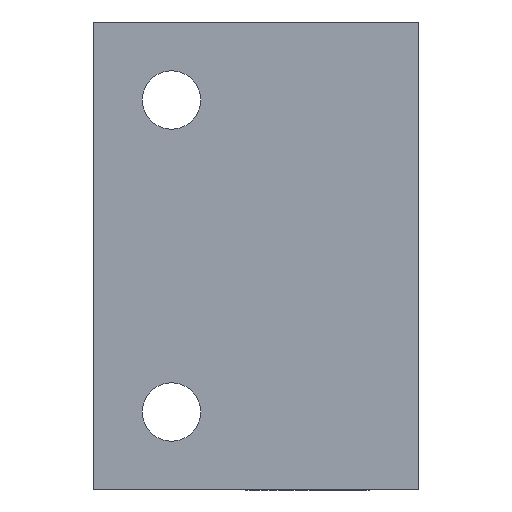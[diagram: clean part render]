
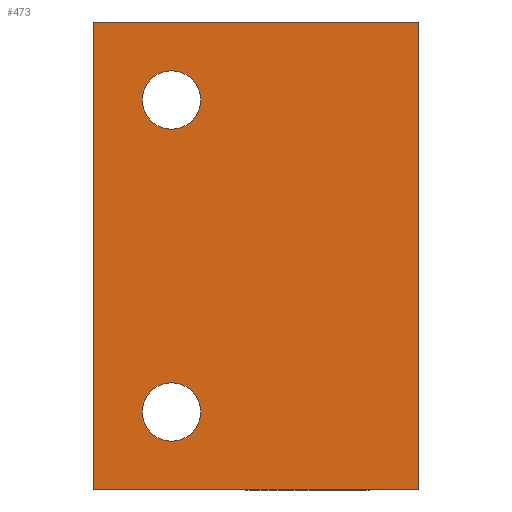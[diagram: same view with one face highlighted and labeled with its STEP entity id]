
A CAD part, left-side view. The second image highlights one B-rep face of the part: STEP entity #473.
In plain terms, the highlighted planar face has unit normal (-1, 0, 0).
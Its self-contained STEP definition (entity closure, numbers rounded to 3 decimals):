
#136 = VERTEX_POINT ( 'NONE', #314 ) ;
#138 = VERTEX_POINT ( 'NONE', #316 ) ;
#140 = VERTEX_POINT ( 'NONE', #318 ) ;
#141 = VERTEX_POINT ( 'NONE', #319 ) ;
#314 = CARTESIAN_POINT ( 'NONE',  ( -8., -9., -18. ) ) ;
#316 = CARTESIAN_POINT ( 'NONE',  ( -8., -9., 18. ) ) ;
#318 = CARTESIAN_POINT ( 'NONE',  ( -8., 16., 18. ) ) ;
#319 = CARTESIAN_POINT ( 'NONE',  ( -8., 16., -18. ) ) ;
#473 = ADVANCED_FACE ( 'NONE', ( #1065, #1050, #1069 ), #1847, .T. ) ;
#557 = ORIENTED_EDGE ( 'NONE', *, *, #2934, .T. ) ;
#558 = ORIENTED_EDGE ( 'NONE', *, *, #2929, .T. ) ;
#559 = ORIENTED_EDGE ( 'NONE', *, *, #2917, .T. ) ;
#560 = ORIENTED_EDGE ( 'NONE', *, *, #2932, .F. ) ;
#561 = ORIENTED_EDGE ( 'NONE', *, *, #2933, .F. ) ;
#562 = ORIENTED_EDGE ( 'NONE', *, *, #2935, .F. ) ;
#1050 = FACE_BOUND ( 'NONE', #2725, .T. ) ;
#1065 = FACE_BOUND ( 'NONE', #2716, .T. ) ;
#1069 = FACE_OUTER_BOUND ( 'NONE', #2713, .T. ) ;
#1139 = LINE ( 'NONE', #2059, #1142 ) ;
#1142 = VECTOR ( 'NONE', #2070, 1000. ) ;
#1157 = VECTOR ( 'NONE', #2109, 1000. ) ;
#1162 = CIRCLE ( 'NONE', #3311, 2.25 ) ;
#1163 = LINE ( 'NONE', #2105, #1165 ) ;
#1164 = LINE ( 'NONE', #2113, #1171 ) ;
#1165 = VECTOR ( 'NONE', #2106, 1000. ) ;
#1167 = LINE ( 'NONE', #2107, #1157 ) ;
#1171 = VECTOR ( 'NONE', #2114, 1000. ) ;
#1172 = CIRCLE ( 'NONE', #3313, 2.25 ) ;
#1847 = PLANE ( 'NONE',  #3252 ) ;
#1848 = CARTESIAN_POINT ( 'NONE',  ( -8., -9., 0. ) ) ;
#1849 = DIRECTION ( 'NONE',  ( -1., 0., 0. ) ) ;
#1850 = DIRECTION ( 'NONE',  ( 0., 0., 1. ) ) ;
#2059 = CARTESIAN_POINT ( 'NONE',  ( -8., 3.5, -18. ) ) ;
#2070 = DIRECTION ( 'NONE',  ( 0., -1., 0. ) ) ;
#2097 = CARTESIAN_POINT ( 'NONE',  ( -8., 10., -12. ) ) ;
#2098 = DIRECTION ( 'NONE',  ( 1., 0., 0. ) ) ;
#2099 = DIRECTION ( 'NONE',  ( 0., 0., 1. ) ) ;
#2105 = CARTESIAN_POINT ( 'NONE',  ( -8., -9., 0. ) ) ;
#2106 = DIRECTION ( 'NONE',  ( 0., 0., -1. ) ) ;
#2107 = CARTESIAN_POINT ( 'NONE',  ( -8., 3.5, 18. ) ) ;
#2109 = DIRECTION ( 'NONE',  ( 0., -1., 0. ) ) ;
#2110 = CARTESIAN_POINT ( 'NONE',  ( -8., 10., 12. ) ) ;
#2111 = DIRECTION ( 'NONE',  ( 1., 0., 0. ) ) ;
#2112 = DIRECTION ( 'NONE',  ( 0., 0., 1. ) ) ;
#2113 = CARTESIAN_POINT ( 'NONE',  ( -8., 16., 0. ) ) ;
#2114 = DIRECTION ( 'NONE',  ( 0., 0., 1. ) ) ;
#2651 = VERTEX_POINT ( 'NONE', #2652 ) ;
#2652 = CARTESIAN_POINT ( 'NONE',  ( -8., 10., -9.75 ) ) ;
#2655 = VERTEX_POINT ( 'NONE', #2656 ) ;
#2656 = CARTESIAN_POINT ( 'NONE',  ( -8., 10., 14.25 ) ) ;
#2713 = EDGE_LOOP ( 'NONE', ( #559, #560, #561, #562 ) ) ;
#2716 = EDGE_LOOP ( 'NONE', ( #557 ) ) ;
#2725 = EDGE_LOOP ( 'NONE', ( #558 ) ) ;
#2917 = EDGE_CURVE ( 'NONE', #141, #136, #1139, .T. ) ;
#2929 = EDGE_CURVE ( 'NONE', #2651, #2651, #1162, .T. ) ;
#2932 = EDGE_CURVE ( 'NONE', #138, #136, #1163, .T. ) ;
#2933 = EDGE_CURVE ( 'NONE', #140, #138, #1167, .T. ) ;
#2934 = EDGE_CURVE ( 'NONE', #2655, #2655, #1172, .T. ) ;
#2935 = EDGE_CURVE ( 'NONE', #141, #140, #1164, .T. ) ;
#3252 = AXIS2_PLACEMENT_3D ( 'NONE', #1848, #1849, #1850 ) ;
#3311 = AXIS2_PLACEMENT_3D ( 'NONE', #2097, #2098, #2099 ) ;
#3313 = AXIS2_PLACEMENT_3D ( 'NONE', #2110, #2111, #2112 ) ;
